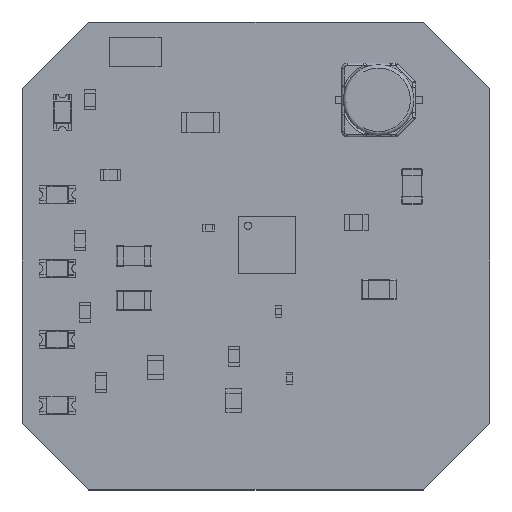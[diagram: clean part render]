
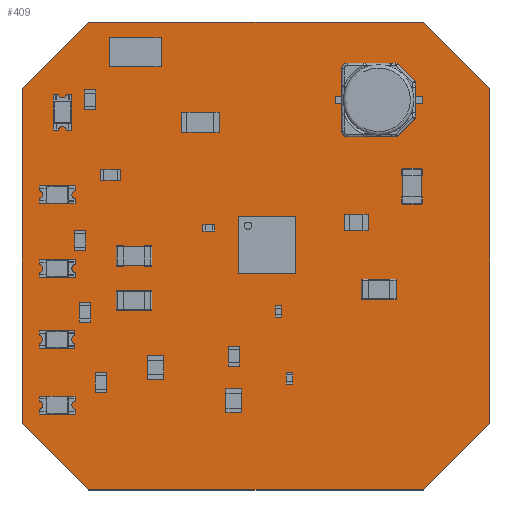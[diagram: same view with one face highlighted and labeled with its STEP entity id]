
A CAD part, top view. The second image highlights one B-rep face of the part: STEP entity #409.
In plain terms, the highlighted planar face has unit normal (0, 0, 1).
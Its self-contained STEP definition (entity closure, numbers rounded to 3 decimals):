
#152 = VERTEX_POINT('',#153);
#153 = CARTESIAN_POINT('',(61.,110.,0.411));
#159 = EDGE_CURVE('',#152,#160,#162,.T.);
#160 = VERTEX_POINT('',#161);
#161 = CARTESIAN_POINT('',(91.,110.,0.411));
#162 = LINE('',#163,#164);
#163 = CARTESIAN_POINT('',(61.,110.,0.411));
#164 = VECTOR('',#165,1.);
#165 = DIRECTION('',(1.,0.,0.));
#190 = EDGE_CURVE('',#160,#191,#193,.T.);
#191 = VERTEX_POINT('',#192);
#192 = CARTESIAN_POINT('',(97.,104.,0.411));
#193 = LINE('',#194,#195);
#194 = CARTESIAN_POINT('',(91.,110.,0.411));
#195 = VECTOR('',#196,1.);
#196 = DIRECTION('',(0.707,-0.707,0.));
#221 = EDGE_CURVE('',#191,#222,#224,.T.);
#222 = VERTEX_POINT('',#223);
#223 = CARTESIAN_POINT('',(97.,74.,0.411));
#224 = LINE('',#225,#226);
#225 = CARTESIAN_POINT('',(97.,104.,0.411));
#226 = VECTOR('',#227,1.);
#227 = DIRECTION('',(0.,-1.,0.));
#252 = EDGE_CURVE('',#222,#253,#255,.T.);
#253 = VERTEX_POINT('',#254);
#254 = CARTESIAN_POINT('',(91.,68.,0.411));
#255 = LINE('',#256,#257);
#256 = CARTESIAN_POINT('',(97.,74.,0.411));
#257 = VECTOR('',#258,1.);
#258 = DIRECTION('',(-0.707,-0.707,0.));
#283 = EDGE_CURVE('',#253,#284,#286,.T.);
#284 = VERTEX_POINT('',#285);
#285 = CARTESIAN_POINT('',(61.,68.,0.411));
#286 = LINE('',#287,#288);
#287 = CARTESIAN_POINT('',(91.,68.,0.411));
#288 = VECTOR('',#289,1.);
#289 = DIRECTION('',(-1.,0.,0.));
#314 = EDGE_CURVE('',#284,#315,#317,.T.);
#315 = VERTEX_POINT('',#316);
#316 = CARTESIAN_POINT('',(55.,74.,0.411));
#317 = LINE('',#318,#319);
#318 = CARTESIAN_POINT('',(61.,68.,0.411));
#319 = VECTOR('',#320,1.);
#320 = DIRECTION('',(-0.707,0.707,0.));
#345 = EDGE_CURVE('',#315,#346,#348,.T.);
#346 = VERTEX_POINT('',#347);
#347 = CARTESIAN_POINT('',(55.,104.,0.411));
#348 = LINE('',#349,#350);
#349 = CARTESIAN_POINT('',(55.,74.,0.411));
#350 = VECTOR('',#351,1.);
#351 = DIRECTION('',(0.,1.,0.));
#376 = EDGE_CURVE('',#346,#152,#377,.T.);
#377 = LINE('',#378,#379);
#378 = CARTESIAN_POINT('',(55.,104.,0.411));
#379 = VECTOR('',#380,1.);
#380 = DIRECTION('',(0.707,0.707,0.));
#409 = ADVANCED_FACE('',(#410),#420,.T.);
#410 = FACE_BOUND('',#411,.F.);
#411 = EDGE_LOOP('',(#412,#413,#414,#415,#416,#417,#418,#419));
#412 = ORIENTED_EDGE('',*,*,#159,.T.);
#413 = ORIENTED_EDGE('',*,*,#190,.T.);
#414 = ORIENTED_EDGE('',*,*,#221,.T.);
#415 = ORIENTED_EDGE('',*,*,#252,.T.);
#416 = ORIENTED_EDGE('',*,*,#283,.T.);
#417 = ORIENTED_EDGE('',*,*,#314,.T.);
#418 = ORIENTED_EDGE('',*,*,#345,.T.);
#419 = ORIENTED_EDGE('',*,*,#376,.T.);
#420 = PLANE('',#421);
#421 = AXIS2_PLACEMENT_3D('',#422,#423,#424);
#422 = CARTESIAN_POINT('',(61.,110.,0.411));
#423 = DIRECTION('',(0.,0.,1.));
#424 = DIRECTION('',(1.,0.,0.));
